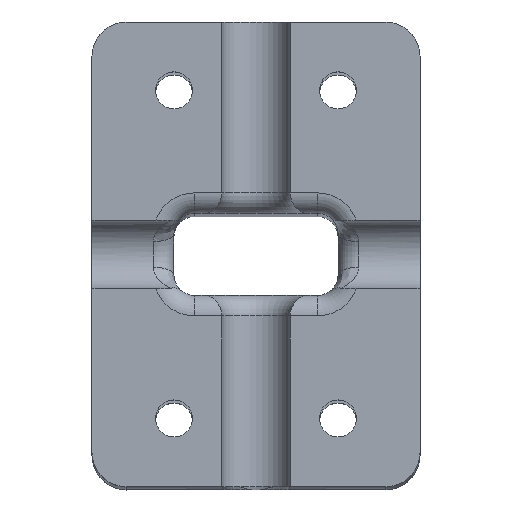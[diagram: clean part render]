
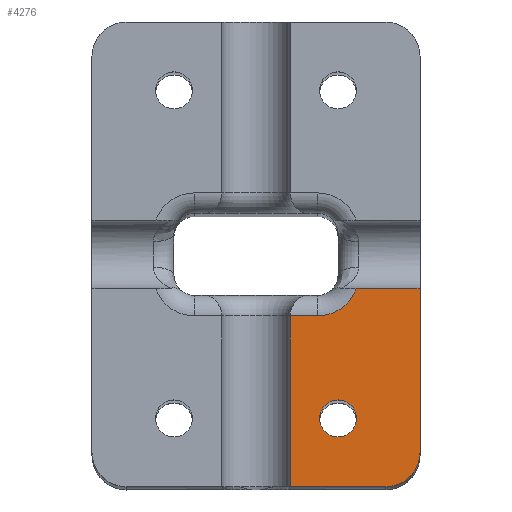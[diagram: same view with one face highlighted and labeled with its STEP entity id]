
A CAD part, top view. The second image highlights one B-rep face of the part: STEP entity #4276.
In plain terms, the highlighted planar face has unit normal (0, 0, 1).
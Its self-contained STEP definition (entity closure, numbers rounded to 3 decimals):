
#57=FACE_BOUND('',#1231,.T.);
#73=PLANE('',#4567);
#165=LINE('',#6561,#509);
#177=LINE('',#6606,#521);
#179=LINE('',#6614,#523);
#180=LINE('',#6616,#524);
#181=LINE('',#6619,#525);
#509=VECTOR('',#5033,10.);
#521=VECTOR('',#5073,10.);
#523=VECTOR('',#5083,10.);
#524=VECTOR('',#5084,10.);
#525=VECTOR('',#5087,10.);
#980=FACE_OUTER_BOUND('',#1230,.T.);
#1230=EDGE_LOOP('',(#2983,#2984,#2985,#2986,#2987,#2988,#2989));
#1231=EDGE_LOOP('',(#2990));
#1582=CIRCLE('',#4553,3.);
#1590=CIRCLE('',#4568,2.5);
#1591=CIRCLE('',#4569,1.35);
#1786=VERTEX_POINT('',#6217);
#1816=VERTEX_POINT('',#6560);
#1818=VERTEX_POINT('',#6567);
#1829=VERTEX_POINT('',#6605);
#1831=VERTEX_POINT('',#6613);
#1832=VERTEX_POINT('',#6615);
#1833=VERTEX_POINT('',#6617);
#1834=VERTEX_POINT('',#6620);
#2251=EDGE_CURVE('',#1786,#1816,#165,.T.);
#2255=EDGE_CURVE('',#1816,#1818,#1582,.T.);
#2272=EDGE_CURVE('',#1829,#1818,#177,.T.);
#2276=EDGE_CURVE('',#1786,#1831,#179,.T.);
#2277=EDGE_CURVE('',#1832,#1831,#180,.T.);
#2278=EDGE_CURVE('',#1833,#1832,#1590,.T.);
#2279=EDGE_CURVE('',#1829,#1833,#181,.T.);
#2280=EDGE_CURVE('',#1834,#1834,#1591,.T.);
#2983=ORIENTED_EDGE('',*,*,#2251,.F.);
#2984=ORIENTED_EDGE('',*,*,#2276,.T.);
#2985=ORIENTED_EDGE('',*,*,#2277,.F.);
#2986=ORIENTED_EDGE('',*,*,#2278,.F.);
#2987=ORIENTED_EDGE('',*,*,#2279,.F.);
#2988=ORIENTED_EDGE('',*,*,#2272,.T.);
#2989=ORIENTED_EDGE('',*,*,#2255,.F.);
#2990=ORIENTED_EDGE('',*,*,#2280,.F.);
#4276=ADVANCED_FACE('',(#980,#57),#73,.F.);
#4553=AXIS2_PLACEMENT_3D('',#6568,#5041,#5042);
#4567=AXIS2_PLACEMENT_3D('',#6612,#5081,#5082);
#4568=AXIS2_PLACEMENT_3D('',#6618,#5085,#5086);
#4569=AXIS2_PLACEMENT_3D('',#6621,#5088,#5089);
#5033=DIRECTION('',(0.,1.,0.));
#5041=DIRECTION('center_axis',(0.,0.,
1.));
#5042=DIRECTION('ref_axis',(0.913,0.408,0.));
#5073=DIRECTION('',(0.,-1.,0.));
#5081=DIRECTION('center_axis',(0.,0.,
-1.));
#5082=DIRECTION('ref_axis',(1.,0.,0.));
#5083=DIRECTION('',(1.,0.,0.));
#5084=DIRECTION('',(0.,-1.,0.));
#5085=DIRECTION('center_axis',(0.,0.,
-1.));
#5086=DIRECTION('ref_axis',(0.,1.,0.));
#5087=DIRECTION('',(1.,0.,0.));
#5088=DIRECTION('center_axis',(0.,0.,
1.));
#5089=DIRECTION('ref_axis',(1.,0.,0.));
#6217=CARTESIAN_POINT('',(4.5,2.5,108.475));
#6560=CARTESIAN_POINT('',(4.5,4.5,108.475));
#6561=CARTESIAN_POINT('',(4.5,-1.25,108.475));
#6567=CARTESIAN_POINT('',(2.5,7.328,108.475));
#6568=CARTESIAN_POINT('Origin',(1.5,4.5,108.475));
#6605=CARTESIAN_POINT('',(2.5,12.,108.475));
#6606=CARTESIAN_POINT('',(2.5,7.25,108.475));
#6612=CARTESIAN_POINT('Origin',(0.,0.,
108.475));
#6613=CARTESIAN_POINT('',(17.,2.5,108.475));
#6614=CARTESIAN_POINT('',(9.75,2.5,108.475));
#6615=CARTESIAN_POINT('',(17.,9.5,108.475));
#6616=CARTESIAN_POINT('',(17.,9.5,108.475));
#6617=CARTESIAN_POINT('',(14.5,12.,108.475));
#6618=CARTESIAN_POINT('Origin',(14.5,9.5,108.475));
#6619=CARTESIAN_POINT('',(-14.5,12.,108.475));
#6620=CARTESIAN_POINT('',(10.65,6.,108.475));
#6621=CARTESIAN_POINT('Origin',(12.,6.,108.475));
